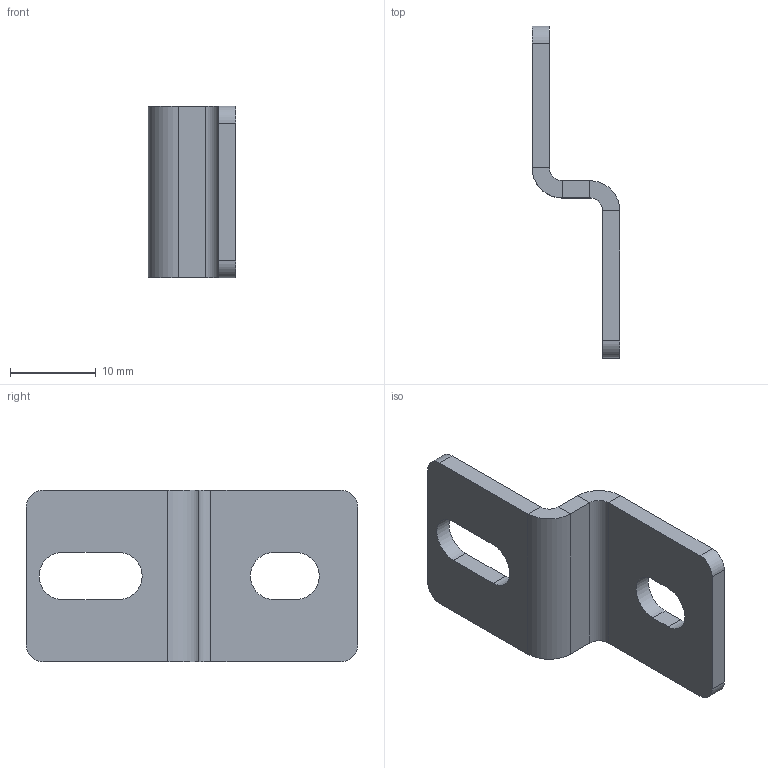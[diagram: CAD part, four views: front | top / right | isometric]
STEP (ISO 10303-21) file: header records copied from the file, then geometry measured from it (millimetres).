
FILE_DESCRIPTION (( 'STEP AP214' ), '1' );
FILE_NAME ('F40 Êðåïëåíèå äëÿ ñåòêè, 20 ñåðèÿ, ïëàñòèíà 20õ40.STEP', '2020-03-10T09:27:38', ( 'Windows User' ), ( '' ), 'SwSTEP 2.0', 'SolidWorks 2019', '' );
FILE_SCHEMA (( 'AUTOMOTIVE_DESIGN' ));
Length unit declared in the file: millimetre
Products named in the file (1): F40 Êðåïëåíèå äëÿ ñåòêè, 20 ñåðèÿ, ïëàñòèíà 20õ40
Bounding box: 10.2 x 38.6 x 20 mm (x, y, z)
Volume: 1585.3 mm3; surface area: 1942.1 mm2
Topology: 1 solids, 1 shells, 36 faces, 86 edges, 52 vertices
Faces by surface type: plane 22, cylinder 14
Entity records: 1072 total; most frequent: DIRECTION 188, CARTESIAN_POINT 175, ORIENTED_EDGE 172, EDGE_CURVE 86, AXIS2_PLACEMENT_3D 65, VECTOR 58, LINE 58, VERTEX_POINT 52
